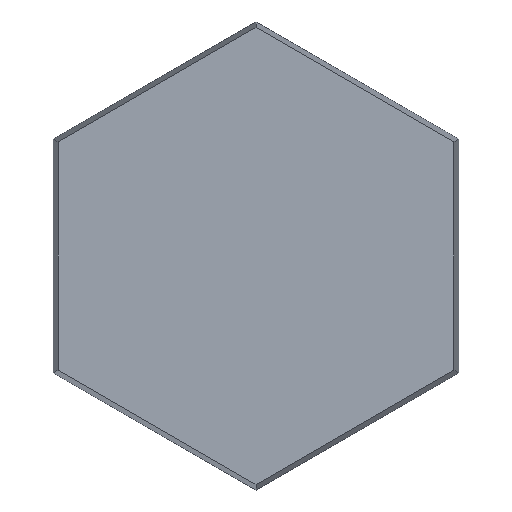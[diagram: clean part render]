
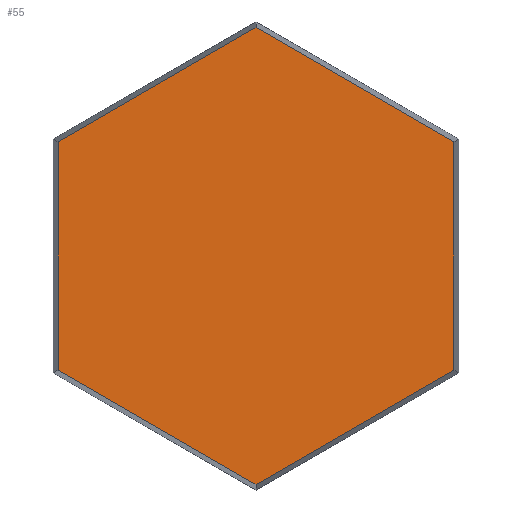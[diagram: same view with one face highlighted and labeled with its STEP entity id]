
A CAD part, front view. The second image highlights one B-rep face of the part: STEP entity #55.
In plain terms, the highlighted planar face has unit normal (0, -1, 0).
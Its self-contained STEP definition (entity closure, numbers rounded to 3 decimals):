
#55 = ADVANCED_FACE( '', ( #107 ), #108, .F. );
#107 = FACE_OUTER_BOUND( '', #150, .T. );
#108 = PLANE( '', #151 );
#150 = EDGE_LOOP( '', ( #230, #231, #232, #233, #234, #235 ) );
#151 = AXIS2_PLACEMENT_3D( '', #236, #237, #238 );
#230 = ORIENTED_EDGE( '', *, *, #258, .F. );
#231 = ORIENTED_EDGE( '', *, *, #269, .F. );
#232 = ORIENTED_EDGE( '', *, *, #247, .F. );
#233 = ORIENTED_EDGE( '', *, *, #265, .F. );
#234 = ORIENTED_EDGE( '', *, *, #242, .F. );
#235 = ORIENTED_EDGE( '', *, *, #267, .F. );
#236 = CARTESIAN_POINT( '', ( 0., 0., 0. ) );
#237 = DIRECTION( '', ( 0., 1., 0. ) );
#238 = DIRECTION( '', ( 0., 0., 1. ) );
#242 = EDGE_CURVE( '', #275, #277, #278, .T. );
#247 = EDGE_CURVE( '', #284, #286, #287, .T. );
#258 = EDGE_CURVE( '', #302, #304, #305, .T. );
#265 = EDGE_CURVE( '', #277, #284, #312, .T. );
#267 = EDGE_CURVE( '', #304, #275, #314, .T. );
#269 = EDGE_CURVE( '', #286, #302, #316, .T. );
#275 = VERTEX_POINT( '', #323 );
#277 = VERTEX_POINT( '', #326 );
#278 = LINE( '', #327, #328 );
#284 = VERTEX_POINT( '', #336 );
#286 = VERTEX_POINT( '', #339 );
#287 = LINE( '', #340, #341 );
#302 = VERTEX_POINT( '', #358 );
#304 = VERTEX_POINT( '', #361 );
#305 = LINE( '', #362, #363 );
#312 = LINE( '', #374, #375 );
#314 = LINE( '', #377, #378 );
#316 = LINE( '', #380, #381 );
#323 = CARTESIAN_POINT( '', ( 0., 0., 16.917 ) );
#326 = CARTESIAN_POINT( '', ( 14.651, 0., 8.459 ) );
#327 = CARTESIAN_POINT( '', ( 7.325, 0., 12.688 ) );
#328 = VECTOR( '', #385, 1000. );
#336 = CARTESIAN_POINT( '', ( 14.651, 0., -8.459 ) );
#339 = CARTESIAN_POINT( '', ( 0., 0., -16.917 ) );
#340 = CARTESIAN_POINT( '', ( 7.325, 0., -12.688 ) );
#341 = VECTOR( '', #389, 1000. );
#358 = CARTESIAN_POINT( '', ( -14.651, 0., -8.459 ) );
#361 = CARTESIAN_POINT( '', ( -14.651, 0., 8.459 ) );
#362 = CARTESIAN_POINT( '', ( -14.651, 0., 0. ) );
#363 = VECTOR( '', #402, 1000. );
#374 = CARTESIAN_POINT( '', ( 14.651, 0., 0. ) );
#375 = VECTOR( '', #407, 1000. );
#377 = CARTESIAN_POINT( '', ( -7.325, 0., 12.688 ) );
#378 = VECTOR( '', #408, 1000. );
#380 = CARTESIAN_POINT( '', ( -7.325, 0., -12.688 ) );
#381 = VECTOR( '', #409, 1000. );
#385 = DIRECTION( '', ( 0.866, 0., -0.5 ) );
#389 = DIRECTION( '', ( -0.866, 0., -0.5 ) );
#402 = DIRECTION( '', ( 0., 0., 1. ) );
#407 = DIRECTION( '', ( 0., 0., -1. ) );
#408 = DIRECTION( '', ( 0.866, 0., 0.5 ) );
#409 = DIRECTION( '', ( -0.866, 0., 0.5 ) );
